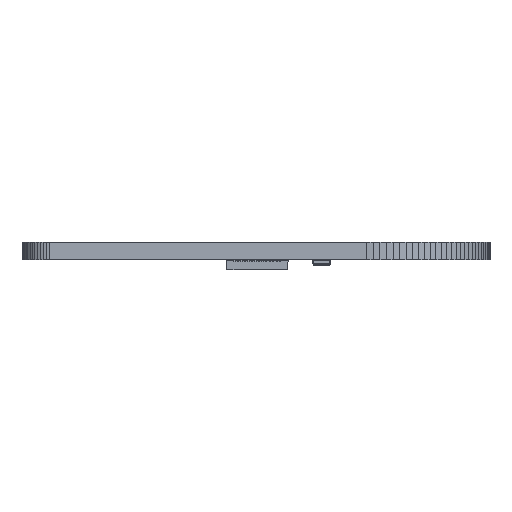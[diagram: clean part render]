
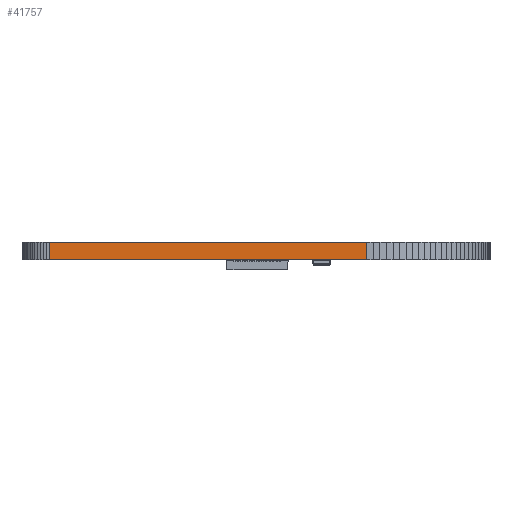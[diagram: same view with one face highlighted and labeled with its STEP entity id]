
A CAD part, left-side view. The second image highlights one B-rep face of the part: STEP entity #41757.
In plain terms, the highlighted planar face has unit normal (-1, 0, 0).
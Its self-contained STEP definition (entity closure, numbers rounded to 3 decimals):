
#29028 = PLANE('',#29029);
#29029 = AXIS2_PLACEMENT_3D('',#29030,#29031,#29032);
#29030 = CARTESIAN_POINT('',(147.8,-95.302,1.98));
#29031 = DIRECTION('',(-0.,-0.,-1.));
#29032 = DIRECTION('',(-1.,0.,0.));
#29082 = PLANE('',#29083);
#29083 = AXIS2_PLACEMENT_3D('',#29084,#29085,#29086);
#29084 = CARTESIAN_POINT('',(147.8,-95.302,0.));
#29085 = DIRECTION('',(-0.,-0.,-1.));
#29086 = DIRECTION('',(-1.,0.,0.));
#31207 = VERTEX_POINT('',#31208);
#31208 = CARTESIAN_POINT('',(110.8,-109.,0.));
#31222 = PLANE('',#31223);
#31223 = AXIS2_PLACEMENT_3D('',#31224,#31225,#31226);
#31224 = CARTESIAN_POINT('',(110.821,-109.758,0.));
#31225 = DIRECTION('',(-1.,-0.027,0.));
#31226 = DIRECTION('',(-0.027,1.,0.));
#31234 = EDGE_CURVE('',#31207,#31235,#31237,.T.);
#31235 = VERTEX_POINT('',#31236);
#31236 = CARTESIAN_POINT('',(110.8,-73.,0.));
#31237 = SURFACE_CURVE('',#31238,(#31242,#31249),.PCURVE_S1.);
#31238 = LINE('',#31239,#31240);
#31239 = CARTESIAN_POINT('',(110.8,-109.,0.));
#31240 = VECTOR('',#31241,1.);
#31241 = DIRECTION('',(0.,1.,0.));
#31242 = PCURVE('',#29082,#31243);
#31243 = DEFINITIONAL_REPRESENTATION('',(#31244),#31248);
#31244 = LINE('',#31245,#31246);
#31245 = CARTESIAN_POINT('',(37.,-13.698));
#31246 = VECTOR('',#31247,1.);
#31247 = DIRECTION('',(0.,1.));
#31248 = ( GEOMETRIC_REPRESENTATION_CONTEXT(2) 
PARAMETRIC_REPRESENTATION_CONTEXT() REPRESENTATION_CONTEXT('2D SPACE',''
  ) );
#31249 = PCURVE('',#31250,#31255);
#31250 = PLANE('',#31251);
#31251 = AXIS2_PLACEMENT_3D('',#31252,#31253,#31254);
#31252 = CARTESIAN_POINT('',(110.8,-109.,0.));
#31253 = DIRECTION('',(-1.,0.,0.));
#31254 = DIRECTION('',(0.,1.,0.));
#31255 = DEFINITIONAL_REPRESENTATION('',(#31256),#31260);
#31256 = LINE('',#31257,#31258);
#31257 = CARTESIAN_POINT('',(0.,0.));
#31258 = VECTOR('',#31259,1.);
#31259 = DIRECTION('',(1.,0.));
#31260 = ( GEOMETRIC_REPRESENTATION_CONTEXT(2) 
PARAMETRIC_REPRESENTATION_CONTEXT() REPRESENTATION_CONTEXT('2D SPACE',''
  ) );
#31278 = PLANE('',#31279);
#31279 = AXIS2_PLACEMENT_3D('',#31280,#31281,#31282);
#31280 = CARTESIAN_POINT('',(110.8,-73.,0.));
#31281 = DIRECTION('',(-0.998,0.056,0.));
#31282 = DIRECTION('',(0.056,0.998,0.));
#37273 = VERTEX_POINT('',#37274);
#37274 = CARTESIAN_POINT('',(110.8,-109.,1.98));
#37295 = EDGE_CURVE('',#37273,#37296,#37298,.T.);
#37296 = VERTEX_POINT('',#37297);
#37297 = CARTESIAN_POINT('',(110.8,-73.,1.98));
#37298 = SURFACE_CURVE('',#37299,(#37303,#37310),.PCURVE_S1.);
#37299 = LINE('',#37300,#37301);
#37300 = CARTESIAN_POINT('',(110.8,-109.,1.98));
#37301 = VECTOR('',#37302,1.);
#37302 = DIRECTION('',(0.,1.,0.));
#37303 = PCURVE('',#29028,#37304);
#37304 = DEFINITIONAL_REPRESENTATION('',(#37305),#37309);
#37305 = LINE('',#37306,#37307);
#37306 = CARTESIAN_POINT('',(37.,-13.698));
#37307 = VECTOR('',#37308,1.);
#37308 = DIRECTION('',(0.,1.));
#37309 = ( GEOMETRIC_REPRESENTATION_CONTEXT(2) 
PARAMETRIC_REPRESENTATION_CONTEXT() REPRESENTATION_CONTEXT('2D SPACE',''
  ) );
#37310 = PCURVE('',#31250,#37311);
#37311 = DEFINITIONAL_REPRESENTATION('',(#37312),#37316);
#37312 = LINE('',#37313,#37314);
#37313 = CARTESIAN_POINT('',(0.,-1.98));
#37314 = VECTOR('',#37315,1.);
#37315 = DIRECTION('',(1.,0.));
#37316 = ( GEOMETRIC_REPRESENTATION_CONTEXT(2) 
PARAMETRIC_REPRESENTATION_CONTEXT() REPRESENTATION_CONTEXT('2D SPACE',''
  ) );
#41707 = EDGE_CURVE('',#31235,#37296,#41708,.T.);
#41708 = SURFACE_CURVE('',#41709,(#41713,#41720),.PCURVE_S1.);
#41709 = LINE('',#41710,#41711);
#41710 = CARTESIAN_POINT('',(110.8,-73.,0.));
#41711 = VECTOR('',#41712,1.);
#41712 = DIRECTION('',(0.,0.,1.));
#41713 = PCURVE('',#31278,#41714);
#41714 = DEFINITIONAL_REPRESENTATION('',(#41715),#41719);
#41715 = LINE('',#41716,#41717);
#41716 = CARTESIAN_POINT('',(0.,0.));
#41717 = VECTOR('',#41718,1.);
#41718 = DIRECTION('',(0.,-1.));
#41719 = ( GEOMETRIC_REPRESENTATION_CONTEXT(2) 
PARAMETRIC_REPRESENTATION_CONTEXT() REPRESENTATION_CONTEXT('2D SPACE',''
  ) );
#41720 = PCURVE('',#31250,#41721);
#41721 = DEFINITIONAL_REPRESENTATION('',(#41722),#41726);
#41722 = LINE('',#41723,#41724);
#41723 = CARTESIAN_POINT('',(36.,0.));
#41724 = VECTOR('',#41725,1.);
#41725 = DIRECTION('',(0.,-1.));
#41726 = ( GEOMETRIC_REPRESENTATION_CONTEXT(2) 
PARAMETRIC_REPRESENTATION_CONTEXT() REPRESENTATION_CONTEXT('2D SPACE',''
  ) );
#41757 = ADVANCED_FACE('',(#41758),#31250,.T.);
#41758 = FACE_BOUND('',#41759,.T.);
#41759 = EDGE_LOOP('',(#41760,#41781,#41782,#41783));
#41760 = ORIENTED_EDGE('',*,*,#41761,.T.);
#41761 = EDGE_CURVE('',#31207,#37273,#41762,.T.);
#41762 = SURFACE_CURVE('',#41763,(#41767,#41774),.PCURVE_S1.);
#41763 = LINE('',#41764,#41765);
#41764 = CARTESIAN_POINT('',(110.8,-109.,0.));
#41765 = VECTOR('',#41766,1.);
#41766 = DIRECTION('',(0.,0.,1.));
#41767 = PCURVE('',#31250,#41768);
#41768 = DEFINITIONAL_REPRESENTATION('',(#41769),#41773);
#41769 = LINE('',#41770,#41771);
#41770 = CARTESIAN_POINT('',(0.,0.));
#41771 = VECTOR('',#41772,1.);
#41772 = DIRECTION('',(0.,-1.));
#41773 = ( GEOMETRIC_REPRESENTATION_CONTEXT(2) 
PARAMETRIC_REPRESENTATION_CONTEXT() REPRESENTATION_CONTEXT('2D SPACE',''
  ) );
#41774 = PCURVE('',#31222,#41775);
#41775 = DEFINITIONAL_REPRESENTATION('',(#41776),#41780);
#41776 = LINE('',#41777,#41778);
#41777 = CARTESIAN_POINT('',(0.758,0.));
#41778 = VECTOR('',#41779,1.);
#41779 = DIRECTION('',(0.,-1.));
#41780 = ( GEOMETRIC_REPRESENTATION_CONTEXT(2) 
PARAMETRIC_REPRESENTATION_CONTEXT() REPRESENTATION_CONTEXT('2D SPACE',''
  ) );
#41781 = ORIENTED_EDGE('',*,*,#37295,.T.);
#41782 = ORIENTED_EDGE('',*,*,#41707,.F.);
#41783 = ORIENTED_EDGE('',*,*,#31234,.F.);
